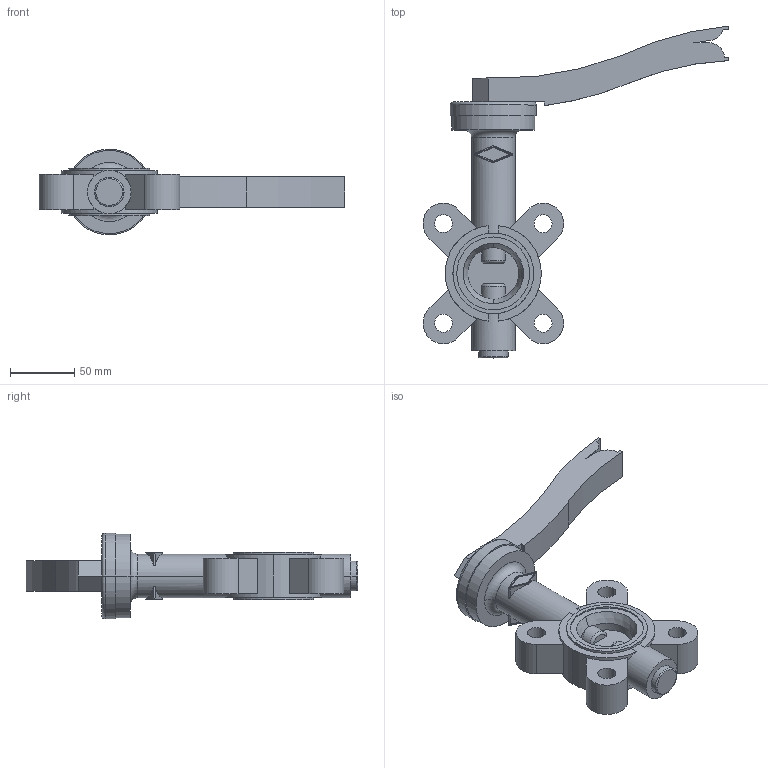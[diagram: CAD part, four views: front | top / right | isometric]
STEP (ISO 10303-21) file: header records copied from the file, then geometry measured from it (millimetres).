
FILE_DESCRIPTION(('OneSpaceDesigner STEP Export'),'2;1');
FILE_NAME('c000000196.stp','2008-01-09T11:24:54',(''),(''),'OneSpace Designer STEP processor for AP214 (Solid Model)','OneSpace Modeling 15.00A 14-Mar-2007 (C) CoCreate Software GmbH','');
FILE_SCHEMA(('AUTOMOTIVE_DESIGN { 1 0 10303 214 1 1 1 1 }'));
Length unit declared in the file: millimetre
Products named in the file (2): 1; 2
Bounding box: 238.83 x 259.2 x 67 mm (x, y, z)
Volume: 485116.2 mm3; surface area: 81059.7 mm2
Topology: 2 solids, 2 shells, 155 faces, 408 edges, 271 vertices
Faces by surface type: plane 81, cylinder 60, torus 10, cone 4
Entity records: 6499 total; most frequent: CARTESIAN_POINT 1565, ORIENTED_EDGE 816, DIRECTION 695, EDGE_CURVE 408, VERTEX_POINT 271, AXIS2_PLACEMENT_3D 243, VECTOR 209, LINE 209
